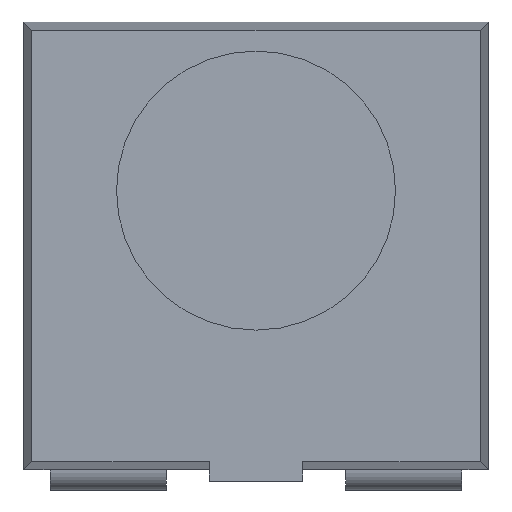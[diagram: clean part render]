
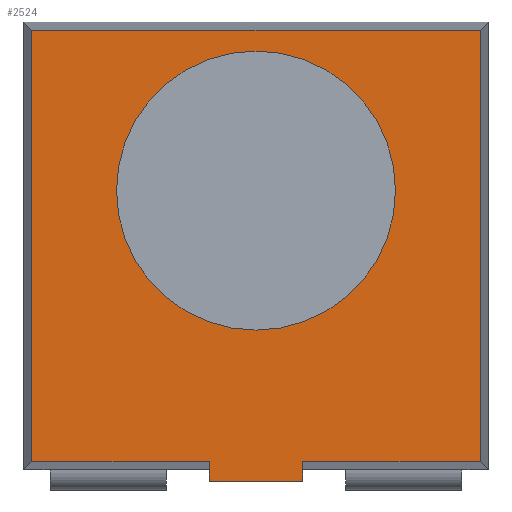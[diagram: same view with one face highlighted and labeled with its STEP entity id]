
A CAD part, left-side view. The second image highlights one B-rep face of the part: STEP entity #2524.
In plain terms, the highlighted face is planar.
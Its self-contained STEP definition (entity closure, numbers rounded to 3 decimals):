
#29=FACE_BOUND('',#276,.T.);
#141=FACE_OUTER_BOUND('',#275,.T.);
#275=EDGE_LOOP('',(#1920,#1921,#1922,#1923,#1924,#1925,#1926,#1927));
#276=EDGE_LOOP('',(#1928));
#371=CIRCLE('',#2709,1.2);
#530=LINE('',#3861,#822);
#533=LINE('',#3866,#825);
#534=LINE('',#3869,#826);
#536=LINE('',#3873,#828);
#538=LINE('',#3877,#830);
#541=LINE('',#3882,#833);
#543=LINE('',#3886,#835);
#544=LINE('',#3888,#836);
#822=VECTOR('',#3142,1.);
#825=VECTOR('',#3147,1.);
#826=VECTOR('',#3150,1.);
#828=VECTOR('',#3154,1.);
#830=VECTOR('',#3158,1.);
#833=VECTOR('',#3163,1.);
#835=VECTOR('',#3167,1.);
#836=VECTOR('',#3170,1.);
#1089=VERTEX_POINT('',#3854);
#1090=VERTEX_POINT('',#3858);
#1091=VERTEX_POINT('',#3860);
#1092=VERTEX_POINT('',#3864);
#1093=VERTEX_POINT('',#3868);
#1094=VERTEX_POINT('',#3872);
#1095=VERTEX_POINT('',#3876);
#1096=VERTEX_POINT('',#3880);
#1097=VERTEX_POINT('',#3884);
#1375=EDGE_CURVE('',#1089,#1089,#371,.T.);
#1377=EDGE_CURVE('',#1091,#1090,#530,.T.);
#1380=EDGE_CURVE('',#1090,#1092,#533,.T.);
#1381=EDGE_CURVE('',#1092,#1093,#534,.T.);
#1383=EDGE_CURVE('',#1093,#1094,#536,.T.);
#1385=EDGE_CURVE('',#1094,#1095,#538,.T.);
#1388=EDGE_CURVE('',#1095,#1096,#541,.T.);
#1390=EDGE_CURVE('',#1096,#1097,#543,.T.);
#1391=EDGE_CURVE('',#1097,#1091,#544,.T.);
#1920=ORIENTED_EDGE('',*,*,#1390,.T.);
#1921=ORIENTED_EDGE('',*,*,#1391,.T.);
#1922=ORIENTED_EDGE('',*,*,#1377,.T.);
#1923=ORIENTED_EDGE('',*,*,#1380,.T.);
#1924=ORIENTED_EDGE('',*,*,#1381,.T.);
#1925=ORIENTED_EDGE('',*,*,#1383,.T.);
#1926=ORIENTED_EDGE('',*,*,#1385,.T.);
#1927=ORIENTED_EDGE('',*,*,#1388,.T.);
#1928=ORIENTED_EDGE('',*,*,#1375,.T.);
#2337=PLANE('',#2718);
#2524=ADVANCED_FACE('',(#141,#29),#2337,.T.);
#2709=AXIS2_PLACEMENT_3D('',#3856,#3137,#3138);
#2718=AXIS2_PLACEMENT_3D('',#3889,#3171,#3172);
#3137=DIRECTION('center_axis',(0.,0.,-1.));
#3138=DIRECTION('ref_axis',(1.,0.,0.));
#3142=DIRECTION('',(0.,1.,0.));
#3147=DIRECTION('',(1.,0.,0.));
#3150=DIRECTION('',(0.,1.,0.));
#3154=DIRECTION('',(-1.,0.,0.));
#3158=DIRECTION('',(0.,-1.,0.));
#3163=DIRECTION('',(1.,0.,0.));
#3167=DIRECTION('',(0.,-1.,0.));
#3170=DIRECTION('',(1.,0.,0.));
#3171=DIRECTION('center_axis',(0.,0.,1.));
#3172=DIRECTION('ref_axis',(1.,0.,0.));
#3854=CARTESIAN_POINT('',(-1.2,0.,0.));
#3856=CARTESIAN_POINT('Origin',(0.,0.,0.));
#3858=CARTESIAN_POINT('',(0.4,-2.33,0.));
#3860=CARTESIAN_POINT('',(0.4,-2.5,0.));
#3861=CARTESIAN_POINT('',(0.4,-2.5,0.));
#3864=CARTESIAN_POINT('',(1.93,-2.33,0.));
#3866=CARTESIAN_POINT('',(1.93,-2.33,0.));
#3868=CARTESIAN_POINT('',(1.93,1.38,0.));
#3869=CARTESIAN_POINT('',(1.93,-2.5,0.));
#3872=CARTESIAN_POINT('',(-1.93,1.38,0.));
#3873=CARTESIAN_POINT('',(1.93,1.38,0.));
#3876=CARTESIAN_POINT('',(-1.93,-2.33,0.));
#3877=CARTESIAN_POINT('',(-1.93,-2.5,0.));
#3880=CARTESIAN_POINT('',(-0.4,-2.33,0.));
#3882=CARTESIAN_POINT('',(1.93,-2.33,0.));
#3884=CARTESIAN_POINT('',(-0.4,-2.5,0.));
#3886=CARTESIAN_POINT('',(-0.4,-2.5,0.));
#3888=CARTESIAN_POINT('',(1.93,-2.5,0.));
#3889=CARTESIAN_POINT('Origin',(1.93,-2.5,0.));
